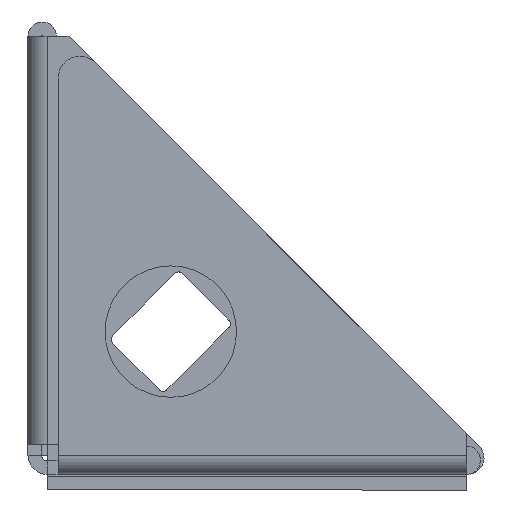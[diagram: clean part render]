
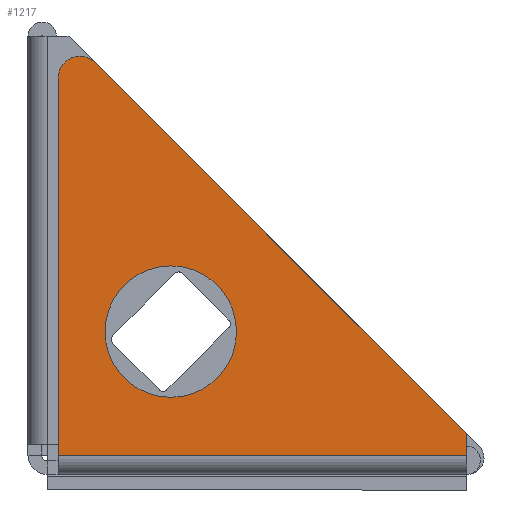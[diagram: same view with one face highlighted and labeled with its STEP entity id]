
A CAD part, front view. The second image highlights one B-rep face of the part: STEP entity #1217.
In plain terms, the highlighted planar face has unit normal (0, -1, 0).
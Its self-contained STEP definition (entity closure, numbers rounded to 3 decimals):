
#118 = ORIENTED_EDGE ( 'NONE', *, *, #1394, .F. ) ;
#125 = CARTESIAN_POINT ( 'NONE',  ( 11.786, -54.51, -6.964 ) ) ;
#156 = CIRCLE ( 'NONE', #1907, 6. ) ;
#213 = DIRECTION ( 'NONE',  ( 0., 0., 1. ) ) ;
#340 = CARTESIAN_POINT ( 'NONE',  ( 3.5, -54.51, 16.172 ) ) ;
#364 = LINE ( 'NONE', #1665, #2406 ) ;
#378 = ORIENTED_EDGE ( 'NONE', *, *, #422, .T. ) ;
#390 = DIRECTION ( 'NONE',  ( 0., 0., -1. ) ) ;
#422 = EDGE_CURVE ( 'NONE', #2974, #2641, #2632, .T. ) ;
#433 = ORIENTED_EDGE ( 'NONE', *, *, #2528, .T. ) ;
#500 = CARTESIAN_POINT ( 'NONE',  ( 11.786, -54.51, -12.964 ) ) ;
#580 = VECTOR ( 'NONE', #2772, 1000. ) ;
#755 = EDGE_CURVE ( 'NONE', #2569, #2842, #364, .T. ) ;
#809 = CARTESIAN_POINT ( 'NONE',  ( 4.914, -54.51, 17.586 ) ) ;
#850 = ORIENTED_EDGE ( 'NONE', *, *, #755, .T. ) ;
#884 = LINE ( 'NONE', #2494, #1479 ) ;
#910 = AXIS2_PLACEMENT_3D ( 'NONE', #340, #1387, #2865 ) ;
#1017 = CARTESIAN_POINT ( 'NONE',  ( 1.5, -54.51, -18.25 ) ) ;
#1022 = EDGE_CURVE ( 'NONE', #1890, #2974, #1561, .T. ) ;
#1053 = EDGE_LOOP ( 'NONE', ( #118 ) ) ;
#1077 = DIRECTION ( 'NONE',  ( 0., 0., -1. ) ) ;
#1217 = ADVANCED_FACE ( 'NONE', ( #3047, #2295 ), #1751, .F. ) ;
#1339 = CARTESIAN_POINT ( 'NONE',  ( 1.5, -54.51, 0. ) ) ;
#1387 = DIRECTION ( 'NONE',  ( 0., -1., 0. ) ) ;
#1394 = EDGE_CURVE ( 'NONE', #1759, #1759, #156, .T. ) ;
#1479 = VECTOR ( 'NONE', #1921, 1000. ) ;
#1561 = CIRCLE ( 'NONE', #910, 2. ) ;
#1665 = CARTESIAN_POINT ( 'NONE',  ( 38.75, -54.51, 0. ) ) ;
#1697 = DIRECTION ( 'NONE',  ( 0., -1., 0. ) ) ;
#1743 = LINE ( 'NONE', #3353, #580 ) ;
#1751 = PLANE ( 'NONE',  #2916 ) ;
#1759 = VERTEX_POINT ( 'NONE', #500 ) ;
#1890 = VERTEX_POINT ( 'NONE', #809 ) ;
#1907 = AXIS2_PLACEMENT_3D ( 'NONE', #125, #1697, #390 ) ;
#1921 = DIRECTION ( 'NONE',  ( -0.707, 0., 0.707 ) ) ;
#1935 = DIRECTION ( 'NONE',  ( 0., 0., 1. ) ) ;
#2136 = EDGE_LOOP ( 'NONE', ( #2875, #378, #2182, #850, #433 ) ) ;
#2182 = ORIENTED_EDGE ( 'NONE', *, *, #3359, .F. ) ;
#2295 = FACE_OUTER_BOUND ( 'NONE', #2136, .T. ) ;
#2309 = CARTESIAN_POINT ( 'NONE',  ( 0., -54.51, 0. ) ) ;
#2344 = CARTESIAN_POINT ( 'NONE',  ( 38.75, -54.51, -16.25 ) ) ;
#2406 = VECTOR ( 'NONE', #1935, 1000. ) ;
#2431 = VECTOR ( 'NONE', #1077, 1000. ) ;
#2494 = CARTESIAN_POINT ( 'NONE',  ( 11.25, -54.51, 11.25 ) ) ;
#2528 = EDGE_CURVE ( 'NONE', #2842, #1890, #884, .T. ) ;
#2531 = DIRECTION ( 'NONE',  ( 0., 1., 0. ) ) ;
#2569 = VERTEX_POINT ( 'NONE', #3282 ) ;
#2632 = LINE ( 'NONE', #1339, #2431 ) ;
#2641 = VERTEX_POINT ( 'NONE', #1017 ) ;
#2715 = CARTESIAN_POINT ( 'NONE',  ( 1.5, -54.51, 16.172 ) ) ;
#2772 = DIRECTION ( 'NONE',  ( -1., 0., 0. ) ) ;
#2842 = VERTEX_POINT ( 'NONE', #2344 ) ;
#2865 = DIRECTION ( 'NONE',  ( 0., 0., -1. ) ) ;
#2875 = ORIENTED_EDGE ( 'NONE', *, *, #1022, .T. ) ;
#2916 = AXIS2_PLACEMENT_3D ( 'NONE', #2309, #2531, #213 ) ;
#2974 = VERTEX_POINT ( 'NONE', #2715 ) ;
#3047 = FACE_BOUND ( 'NONE', #1053, .T. ) ;
#3282 = CARTESIAN_POINT ( 'NONE',  ( 38.75, -54.51, -18.25 ) ) ;
#3353 = CARTESIAN_POINT ( 'NONE',  ( 0.5, -54.51, -18.25 ) ) ;
#3359 = EDGE_CURVE ( 'NONE', #2569, #2641, #1743, .T. ) ;
